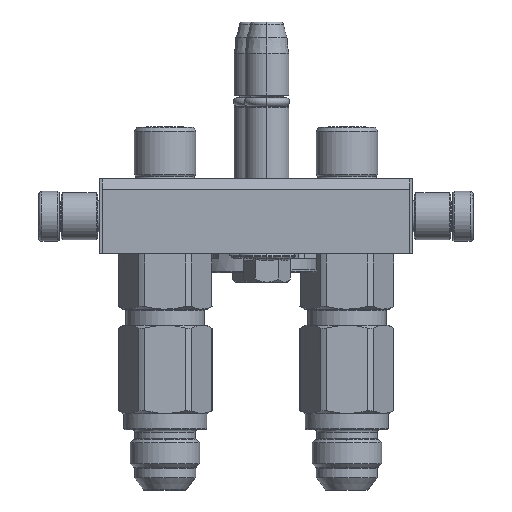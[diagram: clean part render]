
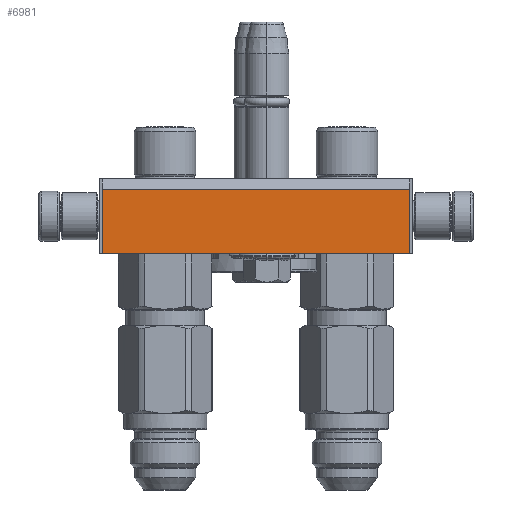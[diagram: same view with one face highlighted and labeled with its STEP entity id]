
A CAD part, left-side view. The second image highlights one B-rep face of the part: STEP entity #6981.
In plain terms, the highlighted face is planar.
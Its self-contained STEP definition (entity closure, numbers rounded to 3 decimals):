
#2032 = DIRECTION ( 'NONE',  ( 1., 0., 0. ) ) ;
#4009 = VERTEX_POINT ( 'NONE', #4273 ) ;
#4273 = CARTESIAN_POINT ( 'NONE',  ( 78., 24., 24. ) ) ;
#5766 = ORIENTED_EDGE ( 'NONE', *, *, #48318, .T. ) ;
#5882 = ORIENTED_EDGE ( 'NONE', *, *, #36004, .F. ) ;
#6981 = ADVANCED_FACE ( 'NONE', ( #19713 ), #63558, .T. ) ;
#17833 = CARTESIAN_POINT ( 'NONE',  ( -20., 3.464, 24. ) ) ;
#19713 = FACE_OUTER_BOUND ( 'NONE', #23311, .T. ) ;
#23311 = EDGE_LOOP ( 'NONE', ( #56867, #5882, #5766, #30221 ) ) ;
#23429 = CARTESIAN_POINT ( 'NONE',  ( 78., 3.464, 24. ) ) ;
#26671 = CARTESIAN_POINT ( 'NONE',  ( -21., 0., 24. ) ) ;
#30221 = ORIENTED_EDGE ( 'NONE', *, *, #32874, .T. ) ;
#31505 = DIRECTION ( 'NONE',  ( 0., 0., 1. ) ) ;
#32111 = CARTESIAN_POINT ( 'NONE',  ( -20., 24., 24. ) ) ;
#32874 = EDGE_CURVE ( 'NONE', #53263, #4009, #42237, .T. ) ;
#34250 = CARTESIAN_POINT ( 'NONE',  ( -20., 24., 24. ) ) ;
#35840 = VECTOR ( 'NONE', #77084, 1000. ) ;
#36004 = EDGE_CURVE ( 'NONE', #54238, #79442, #60859, .T. ) ;
#37686 = DIRECTION ( 'NONE',  ( 1., 0., 0. ) ) ;
#42237 = LINE ( 'NONE', #61881, #55738 ) ;
#43815 = DIRECTION ( 'NONE',  ( 0., 1., 0. ) ) ;
#48318 = EDGE_CURVE ( 'NONE', #54238, #53263, #66441, .T. ) ;
#50359 = VECTOR ( 'NONE', #2032, 1000. ) ;
#53263 = VERTEX_POINT ( 'NONE', #23429 ) ;
#54238 = VERTEX_POINT ( 'NONE', #70605 ) ;
#55738 = VECTOR ( 'NONE', #43815, 1000. ) ;
#56867 = ORIENTED_EDGE ( 'NONE', *, *, #72433, .F. ) ;
#59495 = CARTESIAN_POINT ( 'NONE',  ( -20., 3.464, 24. ) ) ;
#60859 = LINE ( 'NONE', #59495, #35840 ) ;
#61662 = VECTOR ( 'NONE', #72474, 1000. ) ;
#61881 = CARTESIAN_POINT ( 'NONE',  ( 78., 3.464, 24. ) ) ;
#63558 = PLANE ( 'NONE',  #77117 ) ;
#66441 = LINE ( 'NONE', #17833, #61662 ) ;
#70605 = CARTESIAN_POINT ( 'NONE',  ( -20., 3.464, 24. ) ) ;
#72433 = EDGE_CURVE ( 'NONE', #79442, #4009, #77391, .T. ) ;
#72474 = DIRECTION ( 'NONE',  ( 1., 0., 0. ) ) ;
#77084 = DIRECTION ( 'NONE',  ( 0., 1., 0. ) ) ;
#77117 = AXIS2_PLACEMENT_3D ( 'NONE', #26671, #31505, #37686 ) ;
#77391 = LINE ( 'NONE', #32111, #50359 ) ;
#79442 = VERTEX_POINT ( 'NONE', #34250 ) ;
